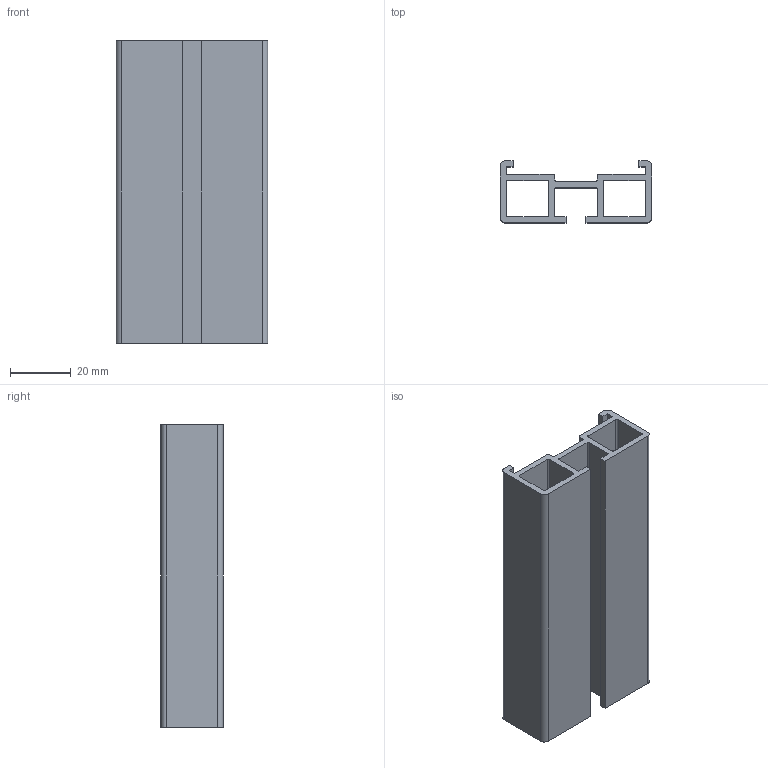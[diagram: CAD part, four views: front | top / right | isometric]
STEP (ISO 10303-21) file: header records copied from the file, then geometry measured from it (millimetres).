
FILE_DESCRIPTION(/* description */ (''),/* implementation_level */ '2;1');
FILE_NAME(/* name */ 'APRDD0000142.stp',/* time_stamp */ '2017-07-14T15:32:17+02:00',/* author */ ('fzagni'),/* organization */ (''),/* preprocessor_version */ 'ST-DEVELOPER v16.1',/* originating_system */ 'Autodesk Inventor 2016',/* authorisation */ '');
FILE_SCHEMA (('AUTOMOTIVE_DESIGN { 1 0 10303 214 3 1 1 }'));
Length unit declared in the file: millimetre
Products named in the file (1): APRDD0000142
Bounding box: 50 x 20.5 x 100 mm (x, y, z)
Volume: 30825.6 mm3; surface area: 30644.2 mm2
Topology: 1 solids, 1 shells, 52 faces, 150 edges, 100 vertices
Faces by surface type: plane 34, cylinder 18
Entity records: 1742 total; most frequent: CARTESIAN_POINT 303, ORIENTED_EDGE 300, DIRECTION 292, EDGE_CURVE 150, LINE 114, VECTOR 114, VERTEX_POINT 100, AXIS2_PLACEMENT_3D 89
